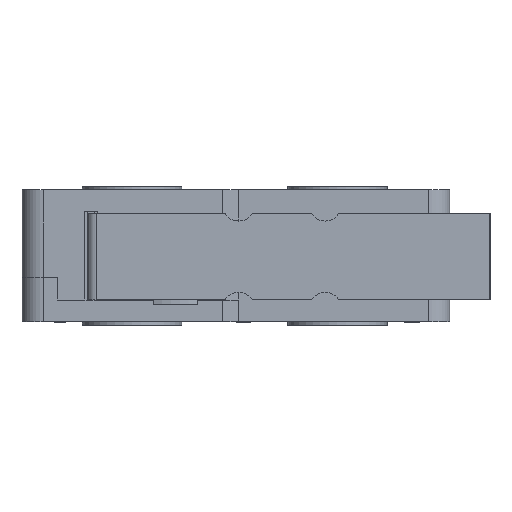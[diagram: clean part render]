
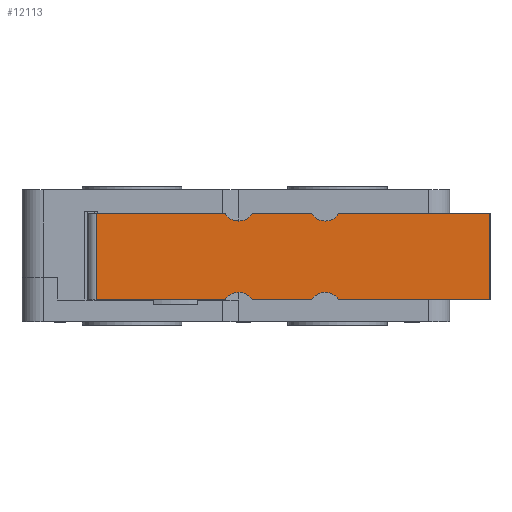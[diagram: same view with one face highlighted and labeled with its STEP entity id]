
A CAD part, top view. The second image highlights one B-rep face of the part: STEP entity #12113.
In plain terms, the highlighted planar face has unit normal (-0.006, 0, 1).
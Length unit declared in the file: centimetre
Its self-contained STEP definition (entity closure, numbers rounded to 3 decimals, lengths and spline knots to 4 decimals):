
#676=CIRCLE('',#12693,0.075);
#679=CIRCLE('',#12697,0.075);
#681=CIRCLE('',#12700,0.075);
#682=CIRCLE('',#12702,0.075);
#1097=FACE_OUTER_BOUND('',#1789,.T.);
#1789=EDGE_LOOP('',(#9741,#9742,#9743,#9744,#9745,#9746,#9747,#9748,#9749,
#9750,#9751,#9752));
#2901=LINE('',#18850,#4246);
#2902=LINE('',#18853,#4247);
#2914=LINE('',#18873,#4259);
#2915=LINE('',#18877,#4260);
#2916=LINE('',#18880,#4261);
#2918=LINE('',#18884,#4263);
#2919=LINE('',#18885,#4264);
#2920=LINE('',#18886,#4265);
#4246=VECTOR('',#14315,1.);
#4247=VECTOR('',#14318,1.);
#4259=VECTOR('',#14334,1.);
#4260=VECTOR('',#14339,1.);
#4261=VECTOR('',#14344,1.);
#4263=VECTOR('',#14350,1.);
#4264=VECTOR('',#14351,1.);
#4265=VECTOR('',#14352,1.);
#5496=VERTEX_POINT('',#18808);
#5498=VERTEX_POINT('',#18811);
#5501=VERTEX_POINT('',#18818);
#5503=VERTEX_POINT('',#18822);
#5505=VERTEX_POINT('',#18827);
#5507=VERTEX_POINT('',#18831);
#5508=VERTEX_POINT('',#18835);
#5510=VERTEX_POINT('',#18838);
#5513=VERTEX_POINT('',#18848);
#5514=VERTEX_POINT('',#18852);
#5520=VERTEX_POINT('',#18871);
#5521=VERTEX_POINT('',#18876);
#7001=EDGE_CURVE('',#5498,#5496,#676,.T.);
#7007=EDGE_CURVE('',#5501,#5503,#679,.T.);
#7011=EDGE_CURVE('',#5505,#5507,#681,.T.);
#7013=EDGE_CURVE('',#5510,#5508,#682,.T.);
#7020=EDGE_CURVE('',#5503,#5513,#2901,.T.);
#7021=EDGE_CURVE('',#5514,#5505,#2902,.T.);
#7033=EDGE_CURVE('',#5508,#5520,#2914,.T.);
#7035=EDGE_CURVE('',#5521,#5498,#2915,.T.);
#7037=EDGE_CURVE('',#5496,#5510,#2916,.T.);
#7039=EDGE_CURVE('',#5514,#5520,#2918,.T.);
#7040=EDGE_CURVE('',#5507,#5501,#2919,.T.);
#7041=EDGE_CURVE('',#5521,#5513,#2920,.T.);
#9741=ORIENTED_EDGE('',*,*,#7001,.T.);
#9742=ORIENTED_EDGE('',*,*,#7037,.T.);
#9743=ORIENTED_EDGE('',*,*,#7013,.T.);
#9744=ORIENTED_EDGE('',*,*,#7033,.T.);
#9745=ORIENTED_EDGE('',*,*,#7039,.F.);
#9746=ORIENTED_EDGE('',*,*,#7021,.T.);
#9747=ORIENTED_EDGE('',*,*,#7011,.T.);
#9748=ORIENTED_EDGE('',*,*,#7040,.T.);
#9749=ORIENTED_EDGE('',*,*,#7007,.T.);
#9750=ORIENTED_EDGE('',*,*,#7020,.T.);
#9751=ORIENTED_EDGE('',*,*,#7041,.F.);
#9752=ORIENTED_EDGE('',*,*,#7035,.T.);
#11553=PLANE('',#12715);
#12113=ADVANCED_FACE('',(#1097),#11553,.T.);
#12693=AXIS2_PLACEMENT_3D('',#18812,#14278,#14279);
#12697=AXIS2_PLACEMENT_3D('',#18824,#14289,#14290);
#12700=AXIS2_PLACEMENT_3D('',#18833,#14297,#14298);
#12702=AXIS2_PLACEMENT_3D('',#18839,#14302,#14303);
#12715=AXIS2_PLACEMENT_3D('',#18883,#14348,#14349);
#14278=DIRECTION('center_axis',(0.007,0.,
-1.));
#14279=DIRECTION('ref_axis',(-1.,0.,-0.007));
#14289=DIRECTION('center_axis',(0.007,0.,
-1.));
#14290=DIRECTION('ref_axis',(-1.,0.,-0.007));
#14297=DIRECTION('center_axis',(0.007,0.,
-1.));
#14298=DIRECTION('ref_axis',(-1.,0.,-0.007));
#14302=DIRECTION('center_axis',(0.007,0.,
-1.));
#14303=DIRECTION('ref_axis',(-1.,0.,-0.007));
#14315=DIRECTION('',(-1.,0.,-0.007));
#14318=DIRECTION('',(-1.,0.,-0.007));
#14334=DIRECTION('',(1.,0.,0.007));
#14339=DIRECTION('',(1.,0.,0.007));
#14344=DIRECTION('',(1.,0.,0.007));
#14348=DIRECTION('center_axis',(-0.007,0.,
1.));
#14349=DIRECTION('ref_axis',(1.,0.,0.007));
#14350=DIRECTION('',(0.,-1.,0.));
#14351=DIRECTION('',(-1.,0.,-0.007));
#14352=DIRECTION('',(0.,1.,0.));
#18808=CARTESIAN_POINT('',(0.5563,-0.51,0.8823));
#18811=CARTESIAN_POINT('',(0.4294,-0.51,0.8815));
#18812=CARTESIAN_POINT('Origin',(0.4929,-0.55,0.8819));
#18818=CARTESIAN_POINT('',(0.5563,-0.11,0.8823));
#18822=CARTESIAN_POINT('',(0.4294,-0.11,0.8815));
#18824=CARTESIAN_POINT('Origin',(0.4929,-0.07,0.8819));
#18827=CARTESIAN_POINT('',(0.9563,-0.11,0.8849));
#18831=CARTESIAN_POINT('',(0.8294,-0.11,0.8841));
#18833=CARTESIAN_POINT('Origin',(0.8928,-0.07,
0.8845));
#18835=CARTESIAN_POINT('',(0.9563,-0.51,0.8849));
#18838=CARTESIAN_POINT('',(0.8294,-0.51,0.8841));
#18839=CARTESIAN_POINT('Origin',(0.8928,-0.55,0.8845));
#18848=CARTESIAN_POINT('',(-0.1671,-0.11,0.8776));
#18850=CARTESIAN_POINT('',(-0.1671,-0.11,0.8776));
#18852=CARTESIAN_POINT('',(1.6558,-0.11,0.8895));
#18853=CARTESIAN_POINT('',(-0.1671,-0.11,0.8776));
#18871=CARTESIAN_POINT('',(1.6558,-0.51,0.8895));
#18873=CARTESIAN_POINT('',(-0.1671,-0.51,0.8776));
#18876=CARTESIAN_POINT('',(-0.1671,-0.51,0.8776));
#18877=CARTESIAN_POINT('',(-0.1671,-0.51,0.8776));
#18880=CARTESIAN_POINT('',(-0.1671,-0.51,0.8776));
#18883=CARTESIAN_POINT('Origin',(1.6558,-0.31,0.8895));
#18884=CARTESIAN_POINT('',(1.6558,-0.31,0.8895));
#18885=CARTESIAN_POINT('',(-0.1671,-0.11,0.8776));
#18886=CARTESIAN_POINT('',(-0.1671,-0.31,0.8776));
